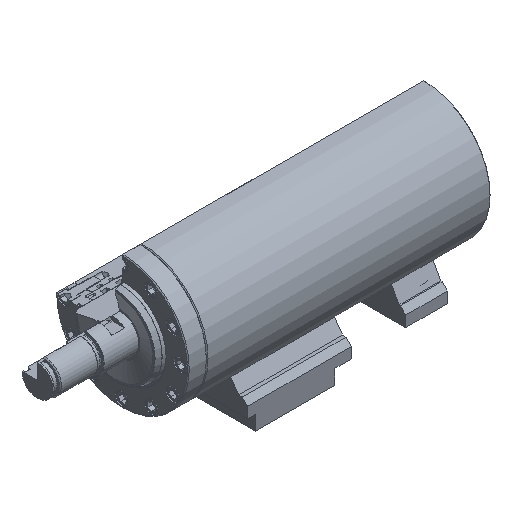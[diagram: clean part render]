
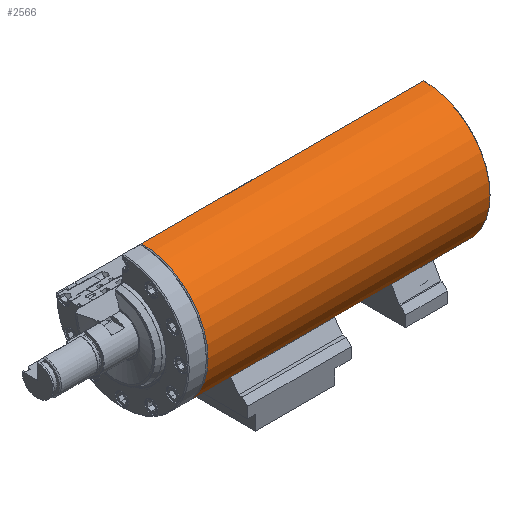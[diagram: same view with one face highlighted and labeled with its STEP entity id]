
A CAD part, isometric view. The second image highlights one B-rep face of the part: STEP entity #2566.
In plain terms, the highlighted cylindrical face has radius 159 mm (diameter 318 mm), a partial arc.
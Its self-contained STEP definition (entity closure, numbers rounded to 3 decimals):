
#2566=ADVANCED_FACE('',(#5164,#5166,#5168,#5170),#5172,.T.);
#5164=FACE_BOUND('',#5165,.T.);
#5165=EDGE_LOOP('',(#9621,#9622,#9623,#9624));
#5166=FACE_BOUND('',#5167,.T.);
#5167=EDGE_LOOP('',(#9625,#9626,#9627,#9628));
#5168=FACE_BOUND('',#5169,.T.);
#5169=EDGE_LOOP('',(#9629,#9630,#9631,#9632));
#5170=FACE_BOUND('',#5171,.T.);
#5171=EDGE_LOOP('',(#9633,#9634,#9635,#9636));
#5172=CYLINDRICAL_SURFACE('',#5173,159.);
#5173=AXIS2_PLACEMENT_3D('',#5174,#5175,#5176);
#5174=CARTESIAN_POINT('',(-2.,0.,0.));
#5175=DIRECTION('',(-1.,0.,0.));
#5176=DIRECTION('',(0.,0.,1.));
#9621=ORIENTED_EDGE('',*,*,#12077,.T.);
#9622=ORIENTED_EDGE('',*,*,#12076,.T.);
#9623=ORIENTED_EDGE('',*,*,#12078,.T.);
#9624=ORIENTED_EDGE('',*,*,#12072,.F.);
#9625=ORIENTED_EDGE('',*,*,#12079,.T.);
#9626=ORIENTED_EDGE('',*,*,#12080,.T.);
#9627=ORIENTED_EDGE('',*,*,#12081,.T.);
#9628=ORIENTED_EDGE('',*,*,#12082,.T.);
#9629=ORIENTED_EDGE('',*,*,#12083,.T.);
#9630=ORIENTED_EDGE('',*,*,#12084,.T.);
#9631=ORIENTED_EDGE('',*,*,#12085,.T.);
#9632=ORIENTED_EDGE('',*,*,#12086,.T.);
#9633=ORIENTED_EDGE('',*,*,#12087,.T.);
#9634=ORIENTED_EDGE('',*,*,#12088,.T.);
#9635=ORIENTED_EDGE('',*,*,#12089,.T.);
#9636=ORIENTED_EDGE('',*,*,#12090,.T.);
#12072=EDGE_CURVE('',#14043,#14045,#14046,.T.);
#12076=EDGE_CURVE('',#14048,#14050,#14052,.T.);
#12077=EDGE_CURVE('',#14043,#14048,#14053,.F.);
#12078=EDGE_CURVE('',#14050,#14045,#14054,.T.);
#12079=EDGE_CURVE('',#14055,#14056,#14057,.F.);
#12080=EDGE_CURVE('',#14056,#14058,#14059,.F.);
#12081=EDGE_CURVE('',#14058,#14060,#14061,.T.);
#12082=EDGE_CURVE('',#14060,#14055,#14062,.T.);
#12083=EDGE_CURVE('',#14063,#14064,#14065,.F.);
#12084=EDGE_CURVE('',#14064,#14066,#14067,.F.);
#12085=EDGE_CURVE('',#14066,#14068,#14069,.T.);
#12086=EDGE_CURVE('',#14068,#14063,#14070,.T.);
#12087=EDGE_CURVE('',#14071,#14072,#14073,.F.);
#12088=EDGE_CURVE('',#14072,#14074,#14075,.T.);
#12089=EDGE_CURVE('',#14074,#14076,#14077,.T.);
#12090=EDGE_CURVE('',#14076,#14071,#14078,.F.);
#14043=VERTEX_POINT('',#18869);
#14045=VERTEX_POINT('',#18873);
#14046=CIRCLE('',#18874,159.);
#14048=VERTEX_POINT('',#18881);
#14050=VERTEX_POINT('',#18885);
#14052=CIRCLE('',#18889,159.);
#14053=LINE('',#18893,#18894);
#14054=LINE('',#18896,#18897);
#14055=VERTEX_POINT('',#18899);
#14056=VERTEX_POINT('',#18900);
#14057=LINE('',#18901,#18902);
#14058=VERTEX_POINT('',#18904);
#14059=CIRCLE('',#18905,159.);
#14060=VERTEX_POINT('',#18909);
#14061=LINE('',#18910,#18911);
#14062=CIRCLE('',#18913,159.);
#14063=VERTEX_POINT('',#18917);
#14064=VERTEX_POINT('',#18918);
#14065=LINE('',#18919,#18920);
#14066=VERTEX_POINT('',#18922);
#14067=CIRCLE('',#18923,159.);
#14068=VERTEX_POINT('',#18927);
#14069=LINE('',#18928,#18929);
#14070=CIRCLE('',#18931,159.);
#14071=VERTEX_POINT('',#18935);
#14072=VERTEX_POINT('',#18936);
#14073=CIRCLE('',#18937,159.);
#14074=VERTEX_POINT('',#18941);
#14075=LINE('',#18942,#18943);
#14076=VERTEX_POINT('',#18945);
#14077=CIRCLE('',#18946,159.);
#14078=LINE('',#18950,#18951);
#18869=CARTESIAN_POINT('',(-678.,0.,159.));
#18873=CARTESIAN_POINT('',(-678.,-159.,0.));
#18874=AXIS2_PLACEMENT_3D('',#18875,#18876,#18877);
#18875=CARTESIAN_POINT('',(-678.,0.,0.));
#18876=DIRECTION('',(-1.,0.,0.));
#18877=DIRECTION('',(0.,0.,1.));
#18881=CARTESIAN_POINT('',(-2.,0.,159.));
#18885=CARTESIAN_POINT('',(-2.,-159.,0.));
#18889=AXIS2_PLACEMENT_3D('',#18890,#18891,#18892);
#18890=CARTESIAN_POINT('',(-2.,0.,0.));
#18891=DIRECTION('',(-1.,0.,0.));
#18892=DIRECTION('',(0.,0.,1.));
#18893=CARTESIAN_POINT('',(-2.,0.,159.));
#18894=VECTOR('',#18895,1.);
#18895=DIRECTION('',(-1.,0.,0.));
#18896=CARTESIAN_POINT('',(-2.,-159.,0.));
#18897=VECTOR('',#18898,1.);
#18898=DIRECTION('',(-1.,0.,0.));
#18899=CARTESIAN_POINT('',(-353.,-73.485,-141.));
#18900=CARTESIAN_POINT('',(-104.,-73.485,-141.));
#18901=CARTESIAN_POINT('',(-104.,-73.485,-141.));
#18902=VECTOR('',#18903,1.);
#18903=DIRECTION('',(-1.,0.,0.));
#18904=CARTESIAN_POINT('',(-104.,73.485,-141.));
#18905=AXIS2_PLACEMENT_3D('',#18906,#18907,#18908);
#18906=CARTESIAN_POINT('',(-104.,0.,0.));
#18907=DIRECTION('',(-1.,0.,0.));
#18908=DIRECTION('',(0.,0.462,-0.887));
#18909=CARTESIAN_POINT('',(-353.,73.485,-141.));
#18910=CARTESIAN_POINT('',(-104.,73.485,-141.));
#18911=VECTOR('',#18912,1.);
#18912=DIRECTION('',(-1.,0.,0.));
#18913=AXIS2_PLACEMENT_3D('',#18914,#18915,#18916);
#18914=CARTESIAN_POINT('',(-353.,0.,0.));
#18915=DIRECTION('',(-1.,0.,0.));
#18916=DIRECTION('',(0.,0.462,-0.887));
#18917=CARTESIAN_POINT('',(-583.,-73.485,-141.));
#18918=CARTESIAN_POINT('',(-483.,-73.485,-141.));
#18919=CARTESIAN_POINT('',(-483.,-73.485,-141.));
#18920=VECTOR('',#18921,1.);
#18921=DIRECTION('',(-1.,0.,0.));
#18922=CARTESIAN_POINT('',(-483.,73.485,-141.));
#18923=AXIS2_PLACEMENT_3D('',#18924,#18925,#18926);
#18924=CARTESIAN_POINT('',(-483.,0.,0.));
#18925=DIRECTION('',(-1.,0.,0.));
#18926=DIRECTION('',(0.,0.462,-0.887));
#18927=CARTESIAN_POINT('',(-583.,73.485,-141.));
#18928=CARTESIAN_POINT('',(-483.,73.485,-141.));
#18929=VECTOR('',#18930,1.);
#18930=DIRECTION('',(-1.,0.,0.));
#18931=AXIS2_PLACEMENT_3D('',#18932,#18933,#18934);
#18932=CARTESIAN_POINT('',(-583.,0.,0.));
#18933=DIRECTION('',(-1.,0.,0.));
#18934=DIRECTION('',(0.,0.462,-0.887));
#18935=CARTESIAN_POINT('',(-85.,-157.774,-19.71));
#18936=CARTESIAN_POINT('',(-85.,-133.531,-86.316));
#18937=AXIS2_PLACEMENT_3D('',#18938,#18939,#18940);
#18938=CARTESIAN_POINT('',(-85.,0.,0.));
#18939=DIRECTION('',(-1.,0.,0.));
#18940=DIRECTION('',(0.,-0.84,-0.543));
#18941=CARTESIAN_POINT('',(-534.,-133.531,-86.316));
#18942=CARTESIAN_POINT('',(-85.,-133.531,-86.316));
#18943=VECTOR('',#18944,1.);
#18944=DIRECTION('',(-1.,0.,0.));
#18945=CARTESIAN_POINT('',(-534.,-157.774,-19.71));
#18946=AXIS2_PLACEMENT_3D('',#18947,#18948,#18949);
#18947=CARTESIAN_POINT('',(-534.,0.,0.));
#18948=DIRECTION('',(-1.,0.,0.));
#18949=DIRECTION('',(0.,-0.84,-0.543));
#18950=CARTESIAN_POINT('',(-85.,-157.774,-19.71));
#18951=VECTOR('',#18952,1.);
#18952=DIRECTION('',(-1.,0.,0.));
